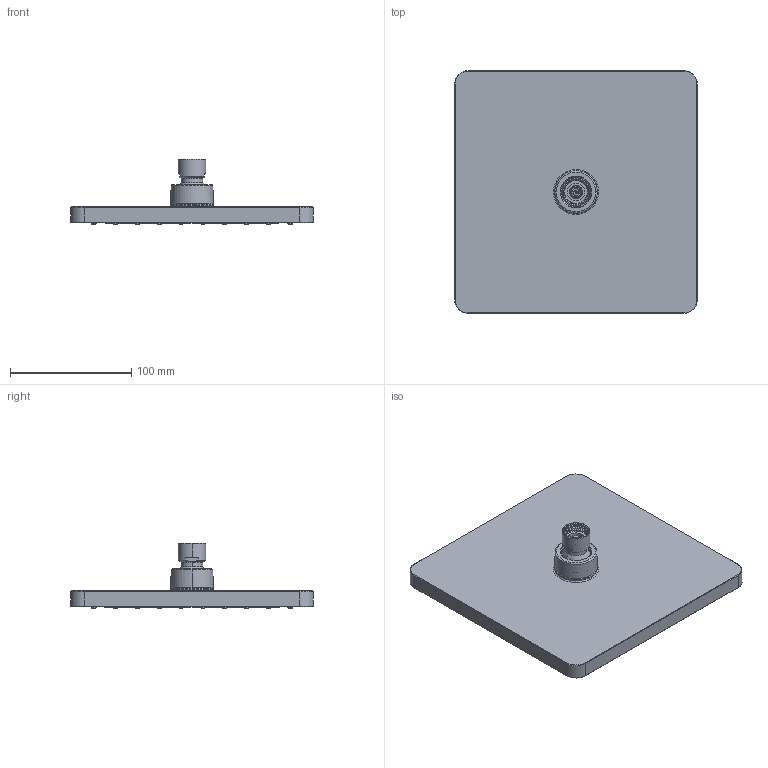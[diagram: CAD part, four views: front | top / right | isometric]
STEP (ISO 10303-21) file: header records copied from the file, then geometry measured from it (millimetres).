
FILE_DESCRIPTION(/* description */ (''),/* implementation_level */ '2;1');
FILE_NAME(/* name */ 'STEP - DH4505-RE_32639',/* time_stamp */ '2025-06-10T15:35:19+10:00',/* author */ (''),/* organization */ (''),/* preprocessor_version */ 'ST-DEVELOPER v16.5',/* originating_system */ 'Rhino 7.37',/* authorisation */ '');
FILE_SCHEMA (('AUTOMOTIVE_DESIGN'));
Products named in the file (14): Document; NEW_HEAD_S200_ASM; S119301-11-03_0936_ST2_9X89; S201101-04WASHER8; S201101-03NUT7; S205101-10-02_01046; 80_0339_FL_LIM_12_L-MIN_D15_ASM10; 01_1017_BODY_FL_LIM_12_D151; OR_6_1X1_64; S201101-13BALLJOINT23; S201101-12-OR-19X2_655; NEW-HEAD-S200-01-BODY; NEW-HEAD-S200-03-NOZZLE; NEW-HEAD-S200-02-FACEPLATE
Assembly tree (13 placements, depth 4):
  Document
    NEW_HEAD_S200_ASM
      S119301-11-03_0936_ST2_9X89
      S201101-04WASHER8
      S201101-03NUT7
      S205101-10-02_01046
      80_0339_FL_LIM_12_L-MIN_D15_ASM10
        01_1017_BODY_FL_LIM_12_D151
        OR_6_1X1_64
      S201101-13BALLJOINT23
      S201101-12-OR-19X2_655
      NEW-HEAD-S200-01-BODY
      NEW-HEAD-S200-03-NOZZLE
      NEW-HEAD-S200-02-FACEPLATE
Bounding box: 200 x 200 x 53.65 mm (x, y, z)
Volume: 331164.4 mm3; surface area: 280569.6 mm2
Topology: 11 solids, 12 shells, 2557 faces, 6044 edges, 3638 vertices
Faces by surface type: bspline 1790, plane 384, cylinder 383
Entity records: 164730 total; most frequent: CARTESIAN_POINT 128450, ORIENTED_EDGE 12084, EDGE_CURVE 6044, VERTEX_POINT 3638, EDGE_LOOP 3136, B_SPLINE_CURVE_WITH_KNOTS 2910, ADVANCED_FACE 2557, FACE_OUTER_BOUND 2557
